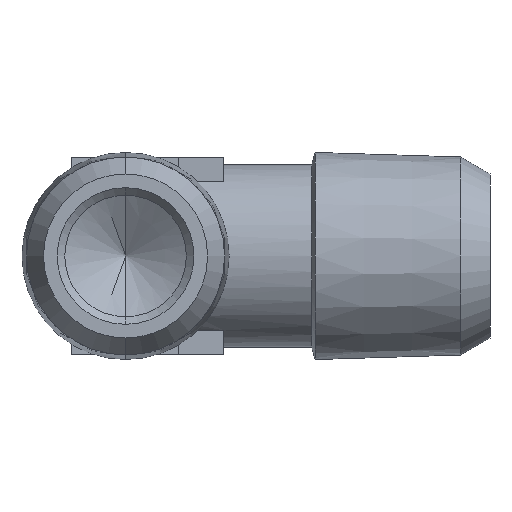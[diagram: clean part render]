
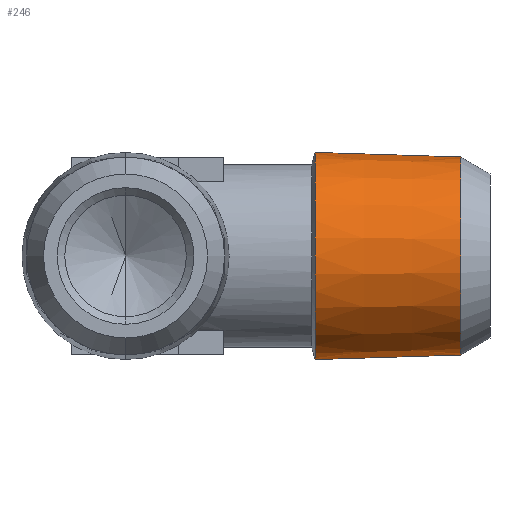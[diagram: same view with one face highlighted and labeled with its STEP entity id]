
A CAD part, front view. The second image highlights one B-rep face of the part: STEP entity #246.
In plain terms, the highlighted conical face has half-angle 1.79 degrees and reference radius 6.819 mm.
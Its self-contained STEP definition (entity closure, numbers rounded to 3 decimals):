
#99 = DIRECTION ( 'NONE',  ( -1., 0., -0.031 ) ) ;
#215 = CARTESIAN_POINT ( 'NONE',  ( 12.483, 26., 6.819 ) ) ;
#246 = ADVANCED_FACE ( 'NONE', ( #1612 ), #906, .T. ) ;
#264 = ORIENTED_EDGE ( 'NONE', *, *, #1630, .F. ) ;
#343 = DIRECTION ( 'NONE',  ( 1., 0., 0. ) ) ;
#387 = CIRCLE ( 'NONE', #649, 6.819 ) ;
#448 = LINE ( 'NONE', #898, #488 ) ;
#488 = VECTOR ( 'NONE', #99, 1000. ) ;
#577 = CARTESIAN_POINT ( 'NONE',  ( 22.06, 26., 0. ) ) ;
#612 = DIRECTION ( 'NONE',  ( 0., 0., 1. ) ) ;
#649 = AXIS2_PLACEMENT_3D ( 'NONE', #870, #343, #612 ) ;
#665 = CARTESIAN_POINT ( 'NONE',  ( 22.06, 26., 6.52 ) ) ;
#670 = CARTESIAN_POINT ( 'NONE',  ( 22.06, 26., -6.52 ) ) ;
#683 = VERTEX_POINT ( 'NONE', #690 ) ;
#690 = CARTESIAN_POINT ( 'NONE',  ( 12.483, 26., -6.819 ) ) ;
#699 = DIRECTION ( 'NONE',  ( -1., 0., 0. ) ) ;
#706 = DIRECTION ( 'NONE',  ( 0., 0., -1. ) ) ;
#730 = DIRECTION ( 'NONE',  ( -1., 0., 0.031 ) ) ;
#733 = ORIENTED_EDGE ( 'NONE', *, *, #802, .T. ) ;
#751 = VECTOR ( 'NONE', #730, 1000. ) ;
#755 = ORIENTED_EDGE ( 'NONE', *, *, #1576, .T. ) ;
#773 = AXIS2_PLACEMENT_3D ( 'NONE', #577, #699, #706 ) ;
#782 = DIRECTION ( 'NONE',  ( 0., 0., 1. ) ) ;
#801 = EDGE_LOOP ( 'NONE', ( #264, #733, #755, #882 ) ) ;
#802 = EDGE_CURVE ( 'NONE', #1452, #1140, #1160, .T. ) ;
#867 = CARTESIAN_POINT ( 'NONE',  ( 12.483, 26., 6.819 ) ) ;
#870 = CARTESIAN_POINT ( 'NONE',  ( 12.483, 26., 0. ) ) ;
#882 = ORIENTED_EDGE ( 'NONE', *, *, #1042, .T. ) ;
#898 = CARTESIAN_POINT ( 'NONE',  ( 12.483, 26., -6.819 ) ) ;
#906 = CONICAL_SURFACE ( 'NONE', #1323, 6.819, 0.031 ) ;
#920 = DIRECTION ( 'NONE',  ( -1., 0., 0. ) ) ;
#1032 = VERTEX_POINT ( 'NONE', #215 ) ;
#1042 = EDGE_CURVE ( 'NONE', #1032, #683, #387, .T. ) ;
#1140 = VERTEX_POINT ( 'NONE', #665 ) ;
#1160 = CIRCLE ( 'NONE', #773, 6.52 ) ;
#1295 = CARTESIAN_POINT ( 'NONE',  ( 12.483, 26., 0. ) ) ;
#1323 = AXIS2_PLACEMENT_3D ( 'NONE', #1295, #920, #782 ) ;
#1443 = LINE ( 'NONE', #867, #751 ) ;
#1452 = VERTEX_POINT ( 'NONE', #670 ) ;
#1576 = EDGE_CURVE ( 'NONE', #1140, #1032, #1443, .T. ) ;
#1612 = FACE_OUTER_BOUND ( 'NONE', #801, .T. ) ;
#1630 = EDGE_CURVE ( 'NONE', #1452, #683, #448, .T. ) ;
